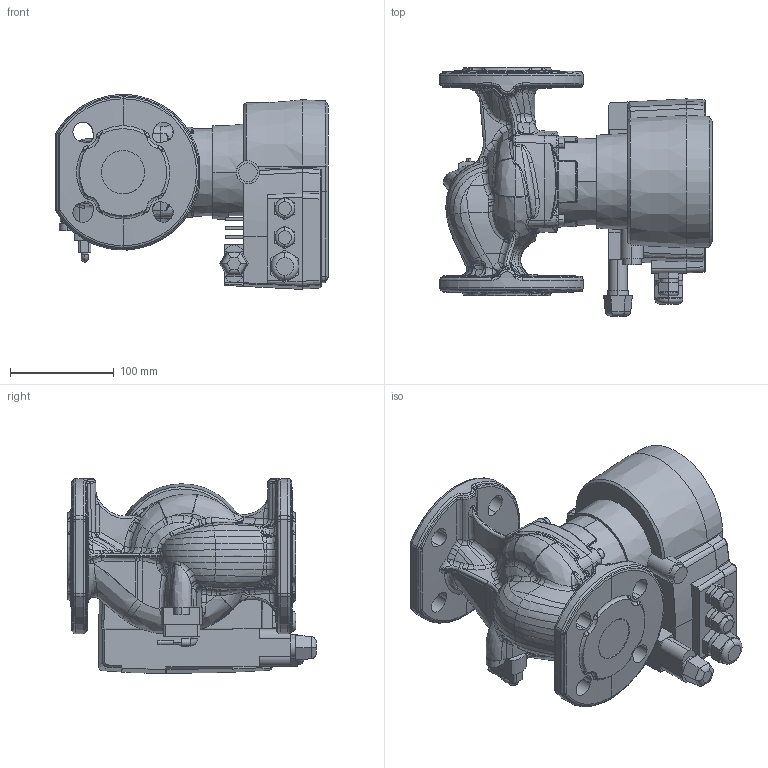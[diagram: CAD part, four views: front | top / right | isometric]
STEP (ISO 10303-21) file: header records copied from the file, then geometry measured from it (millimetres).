
FILE_DESCRIPTION (( 'STEP AP214' ), '1' );
FILE_NAME ('ModulA 40-6 220 961791_00.STEP', '2014-11-03T13:08:56', ( '' ), ( '' ), 'SwSTEP 2.0', 'SolidWorks 2011', '' );
FILE_SCHEMA (( 'AUTOMOTIVE_DESIGN' ));
Length unit declared in the file: millimetre
Products named in the file (1): ModulA 40-6 220 961791_00
Bounding box: 263.05 x 239.82 x 188.11 mm (x, y, z)
Volume: 4250137.7 mm3; surface area: 372554.2 mm2
Topology: 6 solids, 10 shells, 1526 faces, 3695 edges, 2181 vertices
Faces by surface type: bspline 978, plane 238, cylinder 153, cone 94, torus 39, sphere 24
Entity records: 165910 total; most frequent: CARTESIAN_POINT 121258, ORIENTED_EDGE 7318, EDGE_CURVE 3659, DIRECTION 3229, B_SPLINE_CURVE_WITH_KNOTS 2190, VERTEX_POINT 2181, EDGE_LOOP 1572, UNCERTAINTY_MEASURE_WITH_UNIT 1534
